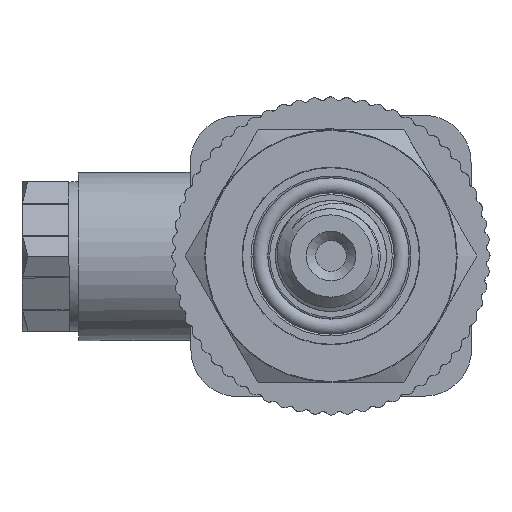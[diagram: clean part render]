
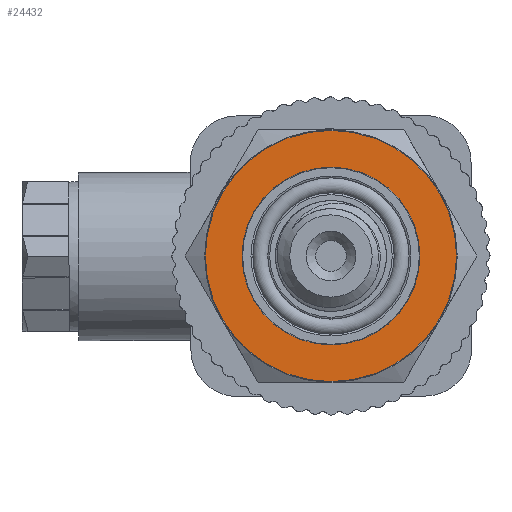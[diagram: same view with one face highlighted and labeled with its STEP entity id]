
A CAD part, left-side view. The second image highlights one B-rep face of the part: STEP entity #24432.
In plain terms, the highlighted planar face has unit normal (-1, 0, 0).
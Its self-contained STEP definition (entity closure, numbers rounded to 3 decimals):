
#889=PLANE('',#25731);
#1553=FACE_BOUND('',#3355,.T.);
#1967=FACE_OUTER_BOUND('',#3354,.T.);
#3354=EDGE_LOOP('',(#18126));
#3355=EDGE_LOOP('',(#18127));
#4598=CIRCLE('',#25732,13.425);
#4599=CIRCLE('',#25733,9.5);
#10719=VERTEX_POINT('',#46054);
#10720=VERTEX_POINT('',#46056);
#13520=EDGE_CURVE('',#10719,#10719,#4598,.T.);
#13521=EDGE_CURVE('',#10720,#10720,#4599,.T.);
#18126=ORIENTED_EDGE('',*,*,#13520,.F.);
#18127=ORIENTED_EDGE('',*,*,#13521,.T.);
#24432=ADVANCED_FACE('',(#1967,#1553),#889,.F.);
#25731=AXIS2_PLACEMENT_3D('',#46053,#27715,#27716);
#25732=AXIS2_PLACEMENT_3D('',#46055,#27717,#27718);
#25733=AXIS2_PLACEMENT_3D('',#46057,#27719,#27720);
#27715=DIRECTION('center_axis',(1.,0.,0.));
#27716=DIRECTION('ref_axis',(0.,0.,-1.));
#27717=DIRECTION('center_axis',(1.,0.,0.));
#27718=DIRECTION('ref_axis',(0.,1.,0.));
#27719=DIRECTION('center_axis',(1.,0.,0.));
#27720=DIRECTION('ref_axis',(0.,0.,-1.));
#46053=CARTESIAN_POINT('Origin',(-48.,9.5,0.));
#46054=CARTESIAN_POINT('',(-48.,-13.425,0.));
#46055=CARTESIAN_POINT('Origin',(-48.,0.,0.));
#46056=CARTESIAN_POINT('',(-48.,-9.5,0.));
#46057=CARTESIAN_POINT('Origin',(-48.,0.,0.));
